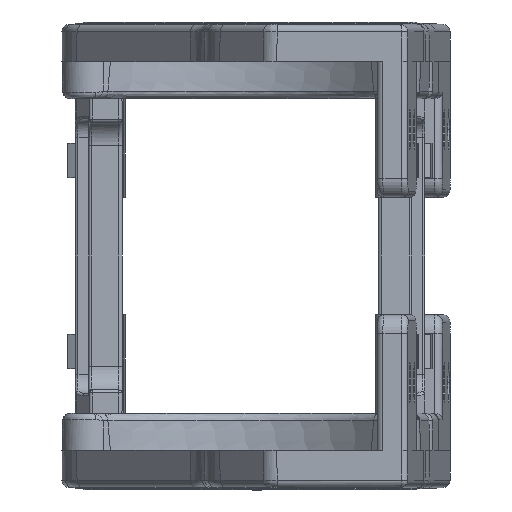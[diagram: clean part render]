
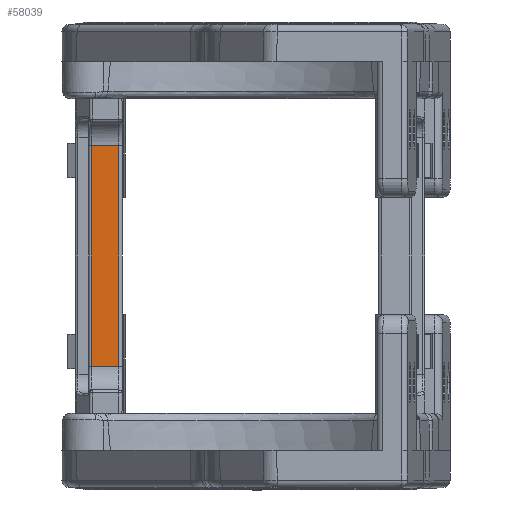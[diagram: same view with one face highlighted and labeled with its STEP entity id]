
A CAD part, left-side view. The second image highlights one B-rep face of the part: STEP entity #58039.
In plain terms, the highlighted planar face has unit normal (-1, 0, 0).
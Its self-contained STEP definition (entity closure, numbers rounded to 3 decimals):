
#3447 = LINE ( 'NONE', #77801, #91519 ) ;
#6510 = EDGE_CURVE ( 'NONE', #97041, #94293, #33441, .T. ) ;
#14318 = EDGE_LOOP ( 'NONE', ( #88952, #17279, #64980, #97660 ) ) ;
#17279 = ORIENTED_EDGE ( 'NONE', *, *, #61727, .F. ) ;
#18722 = EDGE_CURVE ( 'NONE', #94293, #41848, #93393, .T. ) ;
#19576 = CARTESIAN_POINT ( 'NONE',  ( -141.824, 193.216, 42.647 ) ) ;
#22492 = CARTESIAN_POINT ( 'NONE',  ( -141.824, 197.704, 41.847 ) ) ;
#33441 = LINE ( 'NONE', #60639, #47814 ) ;
#34253 = VERTEX_POINT ( 'NONE', #96189 ) ;
#34892 = DIRECTION ( 'NONE',  ( 0., 0., 1. ) ) ;
#38060 = CARTESIAN_POINT ( 'NONE',  ( -141.824, 98.254, -51.703 ) ) ;
#38772 = VECTOR ( 'NONE', #34892, 1000. ) ;
#41848 = VERTEX_POINT ( 'NONE', #54832 ) ;
#45743 = DIRECTION ( 'NONE',  ( 0., 0., 1. ) ) ;
#46076 = PLANE ( 'NONE',  #80130 ) ;
#47510 = DIRECTION ( 'NONE',  ( 0., 1., 0. ) ) ;
#47814 = VECTOR ( 'NONE', #72861, 1000. ) ;
#52934 = VECTOR ( 'NONE', #74459, 1000. ) ;
#54832 = CARTESIAN_POINT ( 'NONE',  ( -141.824, 197.704, 6.147 ) ) ;
#58039 = ADVANCED_FACE ( 'NONE', ( #69497 ), #46076, .T. ) ;
#60639 = CARTESIAN_POINT ( 'NONE',  ( -141.824, 98.254, 41.847 ) ) ;
#61727 = EDGE_CURVE ( 'NONE', #34253, #41848, #3447, .T. ) ;
#64980 = ORIENTED_EDGE ( 'NONE', *, *, #66545, .T. ) ;
#66545 = EDGE_CURVE ( 'NONE', #34253, #97041, #72081, .T. ) ;
#69497 = FACE_OUTER_BOUND ( 'NONE', #14318, .T. ) ;
#72081 = LINE ( 'NONE', #19576, #38772 ) ;
#72861 = DIRECTION ( 'NONE',  ( 0., 1., 0. ) ) ;
#74459 = DIRECTION ( 'NONE',  ( 0., 0., -1. ) ) ;
#77801 = CARTESIAN_POINT ( 'NONE',  ( -141.824, 98.254, 6.147 ) ) ;
#80130 = AXIS2_PLACEMENT_3D ( 'NONE', #38060, #91617, #45743 ) ;
#88952 = ORIENTED_EDGE ( 'NONE', *, *, #18722, .T. ) ;
#90062 = CARTESIAN_POINT ( 'NONE',  ( -141.824, 197.704, -51.703 ) ) ;
#91519 = VECTOR ( 'NONE', #47510, 1000. ) ;
#91617 = DIRECTION ( 'NONE',  ( -1., 0., 0. ) ) ;
#93393 = LINE ( 'NONE', #90062, #52934 ) ;
#94293 = VERTEX_POINT ( 'NONE', #22492 ) ;
#95174 = CARTESIAN_POINT ( 'NONE',  ( -141.824, 193.216, 41.847 ) ) ;
#96189 = CARTESIAN_POINT ( 'NONE',  ( -141.824, 193.216, 6.147 ) ) ;
#97041 = VERTEX_POINT ( 'NONE', #95174 ) ;
#97660 = ORIENTED_EDGE ( 'NONE', *, *, #6510, .T. ) ;
